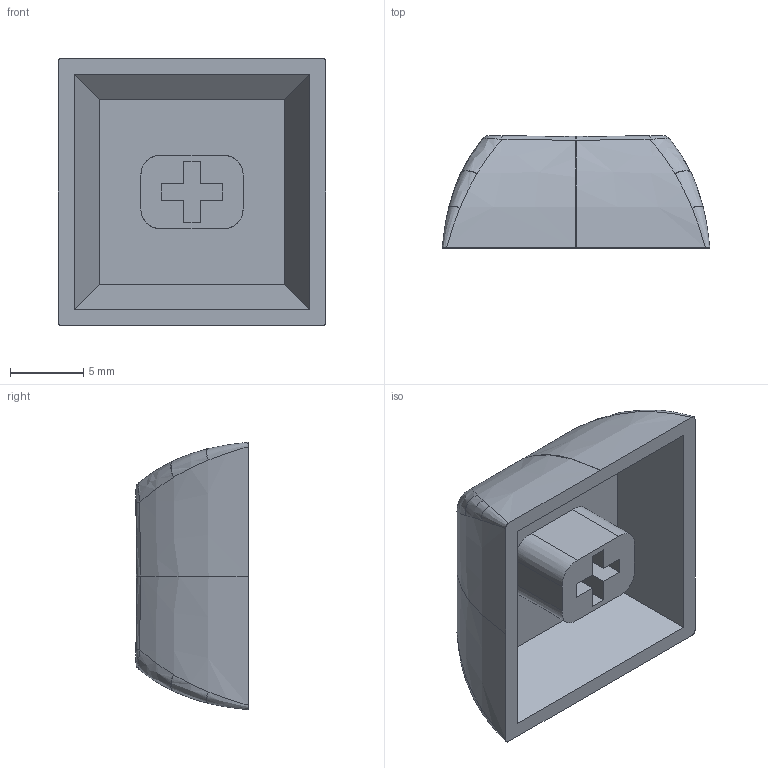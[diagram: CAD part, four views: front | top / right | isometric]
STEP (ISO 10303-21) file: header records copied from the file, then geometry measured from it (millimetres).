
FILE_DESCRIPTION(/* description */ (''),/* implementation_level */ '2;1');
FILE_NAME(/* name */ 'DSA_Keycap_CherryMX.step',/* time_stamp */ '2019-10-02T21:11:45+02:00',/* author */ (''),/* organization */ (''),/* preprocessor_version */ 'ST-DEVELOPER v18',/* originating_system */ 'Autodesk Translation Framework v8.6.0.1094',/* authorisation */ '');
FILE_SCHEMA (('AUTOMOTIVE_DESIGN { 1 0 10303 214 3 1 1 }'));
Length unit declared in the file: millimetre
Products named in the file (1): Keycap_adjusted
Bounding box: 18.32 x 7.69 x 18.3 mm (x, y, z)
Volume: 1170.9 mm3; surface area: 1371.2 mm2
Topology: 1 solids, 1 shells, 77 faces, 196 edges, 124 vertices
Faces by surface type: bspline 53, plane 24
Entity records: 5136 total; most frequent: CARTESIAN_POINT 3656, ORIENTED_EDGE 392, EDGE_CURVE 196, VERTEX_POINT 124, DIRECTION 124, B_SPLINE_CURVE_WITH_KNOTS 120, EDGE_LOOP 80, FACE_OUTER_BOUND 77
